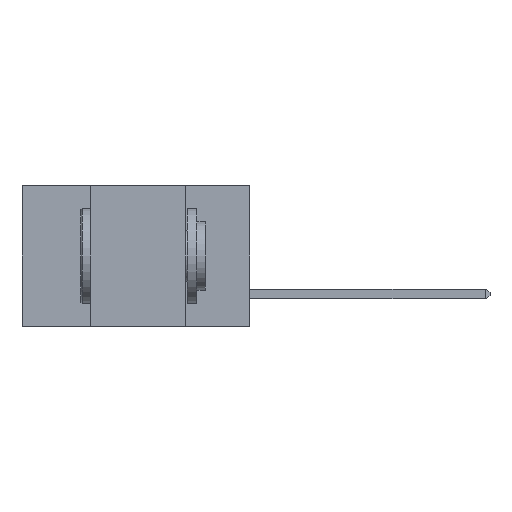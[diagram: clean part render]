
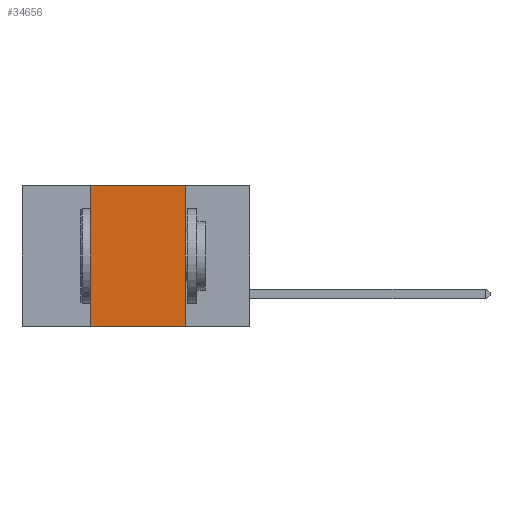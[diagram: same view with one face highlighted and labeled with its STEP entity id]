
A CAD part, left-side view. The second image highlights one B-rep face of the part: STEP entity #34656.
In plain terms, the highlighted planar face has unit normal (-1, 0, 0).
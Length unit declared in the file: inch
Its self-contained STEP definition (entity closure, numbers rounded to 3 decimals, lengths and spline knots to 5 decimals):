
#1846 = CARTESIAN_POINT ( 'NONE',  ( 0., 0.6, 0. ) ) ;
#2000 = ORIENTED_EDGE ( 'NONE', *, *, #19809, .F. ) ;
#2136 = EDGE_CURVE ( 'NONE', #4089, #15403, #11776, .T. ) ;
#2264 = DIRECTION ( 'NONE',  ( 0., -1., 0. ) ) ;
#3515 = CARTESIAN_POINT ( 'NONE',  ( 0., 0.6, 0. ) ) ;
#4089 = VERTEX_POINT ( 'NONE', #30508 ) ;
#4298 = LINE ( 'NONE', #32950, #36569 ) ;
#4912 = ORIENTED_EDGE ( 'NONE', *, *, #2136, .F. ) ;
#6381 = VECTOR ( 'NONE', #2264, 39.37008 ) ;
#6656 = PLANE ( 'NONE',  #17521 ) ;
#7738 = ORIENTED_EDGE ( 'NONE', *, *, #16068, .F. ) ;
#9528 = VERTEX_POINT ( 'NONE', #26623 ) ;
#9823 = DIRECTION ( 'NONE',  ( 0., 0., -1. ) ) ;
#11776 = LINE ( 'NONE', #1846, #6381 ) ;
#12321 = ORIENTED_EDGE ( 'NONE', *, *, #39379, .T. ) ;
#14438 = VECTOR ( 'NONE', #29809, 39.37008 ) ;
#15403 = VERTEX_POINT ( 'NONE', #38318 ) ;
#16068 = EDGE_CURVE ( 'NONE', #32690, #4089, #4298, .T. ) ;
#17243 = DIRECTION ( 'NONE',  ( 0., 0., 1. ) ) ;
#17521 = AXIS2_PLACEMENT_3D ( 'NONE', #3515, #28579, #9823 ) ;
#18776 = FACE_OUTER_BOUND ( 'NONE', #20363, .T. ) ;
#18797 = CARTESIAN_POINT ( 'NONE',  ( 0., 0.17, 0. ) ) ;
#19809 = EDGE_CURVE ( 'NONE', #15403, #9528, #27042, .T. ) ;
#20363 = EDGE_LOOP ( 'NONE', ( #2000, #4912, #7738, #12321 ) ) ;
#26063 = VECTOR ( 'NONE', #37484, 39.37008 ) ;
#26623 = CARTESIAN_POINT ( 'NONE',  ( 0., 0.17, -0.37 ) ) ;
#26650 = CARTESIAN_POINT ( 'NONE',  ( 0., 0.6, -0.37 ) ) ;
#27042 = LINE ( 'NONE', #18797, #26063 ) ;
#28579 = DIRECTION ( 'NONE',  ( 1., 0., 0. ) ) ;
#28969 = CARTESIAN_POINT ( 'NONE',  ( 0., 0.42, -0.37 ) ) ;
#29809 = DIRECTION ( 'NONE',  ( 0., -1., 0. ) ) ;
#30508 = CARTESIAN_POINT ( 'NONE',  ( 0., 0.42, 0. ) ) ;
#32690 = VERTEX_POINT ( 'NONE', #28969 ) ;
#32950 = CARTESIAN_POINT ( 'NONE',  ( 0., 0.42, 0. ) ) ;
#34656 = ADVANCED_FACE ( 'NONE', ( #18776 ), #6656, .F. ) ;
#36569 = VECTOR ( 'NONE', #17243, 39.37008 ) ;
#37484 = DIRECTION ( 'NONE',  ( 0., 0., -1. ) ) ;
#38318 = CARTESIAN_POINT ( 'NONE',  ( 0., 0.17, 0. ) ) ;
#39327 = LINE ( 'NONE', #26650, #14438 ) ;
#39379 = EDGE_CURVE ( 'NONE', #32690, #9528, #39327, .T. ) ;
